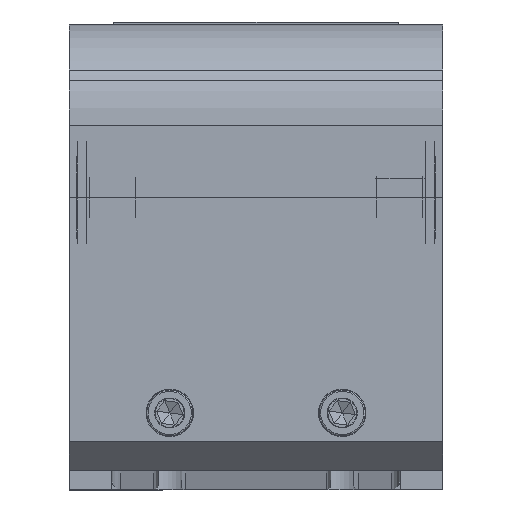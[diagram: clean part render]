
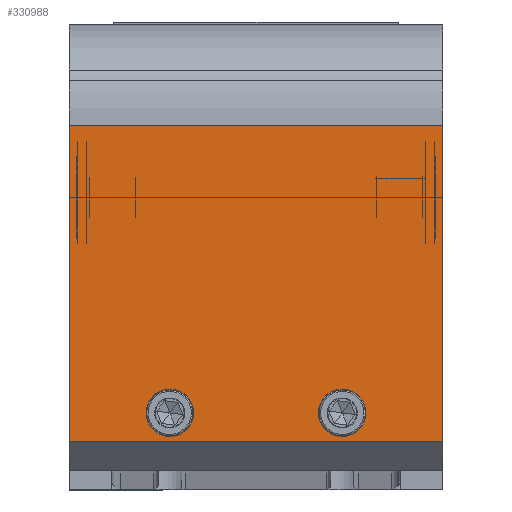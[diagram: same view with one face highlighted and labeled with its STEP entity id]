
A CAD part, top view. The second image highlights one B-rep face of the part: STEP entity #330988.
In plain terms, the highlighted planar face has unit normal (0, 0, 1).
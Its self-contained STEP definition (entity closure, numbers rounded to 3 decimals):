
#6101 = VERTEX_POINT ( 'NONE', #30705 ) ;
#6379 = LINE ( 'NONE', #311675, #23936 ) ;
#12494 = DIRECTION ( 'NONE',  ( 0., 0., 1. ) ) ;
#23621 = AXIS2_PLACEMENT_3D ( 'NONE', #92974, #163159, #240791 ) ;
#23936 = VECTOR ( 'NONE', #31582, 1000. ) ;
#27114 = CARTESIAN_POINT ( 'NONE',  ( 173.467, 207.762, 762.525 ) ) ;
#28437 = DIRECTION ( 'NONE',  ( 0., 0., 1. ) ) ;
#29374 = CARTESIAN_POINT ( 'NONE',  ( 208.467, 197.762, 762.525 ) ) ;
#30705 = CARTESIAN_POINT ( 'NONE',  ( 121.717, 207.762, 762.525 ) ) ;
#31582 = DIRECTION ( 'NONE',  ( 0., -1., 0. ) ) ;
#37192 = CARTESIAN_POINT ( 'NONE',  ( 105.217, 207.762, 762.525 ) ) ;
#37703 = CARTESIAN_POINT ( 'NONE',  ( 113.467, 207.762, 762.525 ) ) ;
#38876 = VERTEX_POINT ( 'NONE', #315798 ) ;
#42254 = FACE_BOUND ( 'NONE', #322130, .T. ) ;
#42702 = DIRECTION ( 'NONE',  ( 1., 0., 0. ) ) ;
#43178 = LINE ( 'NONE', #274145, #94338 ) ;
#52935 = ORIENTED_EDGE ( 'NONE', *, *, #170759, .F. ) ;
#57438 = EDGE_CURVE ( 'NONE', #184357, #261669, #6379, .T. ) ;
#57871 = ORIENTED_EDGE ( 'NONE', *, *, #164086, .F. ) ;
#68946 = ORIENTED_EDGE ( 'NONE', *, *, #57438, .F. ) ;
#68956 = VERTEX_POINT ( 'NONE', #331278 ) ;
#91282 = PLANE ( 'NONE',  #23621 ) ;
#92974 = CARTESIAN_POINT ( 'NONE',  ( 208.467, 197.762, 762.525 ) ) ;
#93610 = CARTESIAN_POINT ( 'NONE',  ( 181.717, 207.762, 762.525 ) ) ;
#94338 = VECTOR ( 'NONE', #245616, 1000. ) ;
#103115 = DIRECTION ( 'NONE',  ( 0., 0., 1. ) ) ;
#108554 = ORIENTED_EDGE ( 'NONE', *, *, #289983, .F. ) ;
#122522 = VERTEX_POINT ( 'NONE', #320444 ) ;
#123369 = DIRECTION ( 'NONE',  ( 1., 0., 0. ) ) ;
#129566 = CIRCLE ( 'NONE', #248012, 8.25 ) ;
#138820 = EDGE_LOOP ( 'NONE', ( #261069, #108554, #68946, #151443 ) ) ;
#140894 = AXIS2_PLACEMENT_3D ( 'NONE', #37703, #12494, #42702 ) ;
#145290 = AXIS2_PLACEMENT_3D ( 'NONE', #259545, #28437, #234237 ) ;
#151443 = ORIENTED_EDGE ( 'NONE', *, *, #274008, .T. ) ;
#157750 = DIRECTION ( 'NONE',  ( 1., 0., 0. ) ) ;
#158238 = EDGE_LOOP ( 'NONE', ( #52935, #57871 ) ) ;
#163159 = DIRECTION ( 'NONE',  ( 0., 0., -1. ) ) ;
#164086 = EDGE_CURVE ( 'NONE', #293469, #6101, #255759, .T. ) ;
#165022 = CARTESIAN_POINT ( 'NONE',  ( 78.467, 197.762, 762.525 ) ) ;
#168578 = LINE ( 'NONE', #327036, #210446 ) ;
#170759 = EDGE_CURVE ( 'NONE', #6101, #293469, #216223, .T. ) ;
#171507 = ORIENTED_EDGE ( 'NONE', *, *, #225245, .F. ) ;
#173599 = DIRECTION ( 'NONE',  ( -1., 0., 0. ) ) ;
#184357 = VERTEX_POINT ( 'NONE', #266855 ) ;
#203351 = CARTESIAN_POINT ( 'NONE',  ( 113.467, 207.762, 762.525 ) ) ;
#210446 = VECTOR ( 'NONE', #173599, 1000. ) ;
#215581 = DIRECTION ( 'NONE',  ( 0., -1., 0. ) ) ;
#216223 = CIRCLE ( 'NONE', #140894, 8.25 ) ;
#217716 = EDGE_CURVE ( 'NONE', #319890, #38876, #129566, .T. ) ;
#224394 = VECTOR ( 'NONE', #215581, 1000. ) ;
#225245 = EDGE_CURVE ( 'NONE', #38876, #319890, #242395, .T. ) ;
#228928 = ORIENTED_EDGE ( 'NONE', *, *, #217716, .F. ) ;
#234237 = DIRECTION ( 'NONE',  ( 1., 0., 0. ) ) ;
#237645 = LINE ( 'NONE', #165022, #224394 ) ;
#240791 = DIRECTION ( 'NONE',  ( -1., 0., 0. ) ) ;
#242395 = CIRCLE ( 'NONE', #145290, 8.25 ) ;
#245616 = DIRECTION ( 'NONE',  ( -1., 0., 0. ) ) ;
#248012 = AXIS2_PLACEMENT_3D ( 'NONE', #27114, #103115, #123369 ) ;
#255759 = CIRCLE ( 'NONE', #331078, 8.25 ) ;
#259545 = CARTESIAN_POINT ( 'NONE',  ( 173.467, 207.762, 762.525 ) ) ;
#261069 = ORIENTED_EDGE ( 'NONE', *, *, #293783, .T. ) ;
#261669 = VERTEX_POINT ( 'NONE', #29374 ) ;
#266855 = CARTESIAN_POINT ( 'NONE',  ( 208.467, 307.762, 762.525 ) ) ;
#274008 = EDGE_CURVE ( 'NONE', #184357, #68956, #43178, .T. ) ;
#274145 = CARTESIAN_POINT ( 'NONE',  ( 208.467, 307.762, 762.525 ) ) ;
#289983 = EDGE_CURVE ( 'NONE', #261669, #122522, #168578, .T. ) ;
#293469 = VERTEX_POINT ( 'NONE', #37192 ) ;
#293783 = EDGE_CURVE ( 'NONE', #68956, #122522, #237645, .T. ) ;
#298583 = FACE_BOUND ( 'NONE', #158238, .T. ) ;
#307969 = DIRECTION ( 'NONE',  ( 0., 0., 1. ) ) ;
#311675 = CARTESIAN_POINT ( 'NONE',  ( 208.467, 197.762, 762.525 ) ) ;
#315798 = CARTESIAN_POINT ( 'NONE',  ( 165.217, 207.762, 762.525 ) ) ;
#319890 = VERTEX_POINT ( 'NONE', #93610 ) ;
#320444 = CARTESIAN_POINT ( 'NONE',  ( 78.467, 197.762, 762.525 ) ) ;
#322130 = EDGE_LOOP ( 'NONE', ( #228928, #171507 ) ) ;
#322242 = FACE_OUTER_BOUND ( 'NONE', #138820, .T. ) ;
#327036 = CARTESIAN_POINT ( 'NONE',  ( 208.467, 197.762, 762.525 ) ) ;
#330988 = ADVANCED_FACE ( 'NONE', ( #298583, #42254, #322242 ), #91282, .F. ) ;
#331078 = AXIS2_PLACEMENT_3D ( 'NONE', #203351, #307969, #157750 ) ;
#331278 = CARTESIAN_POINT ( 'NONE',  ( 78.467, 307.762, 762.525 ) ) ;
